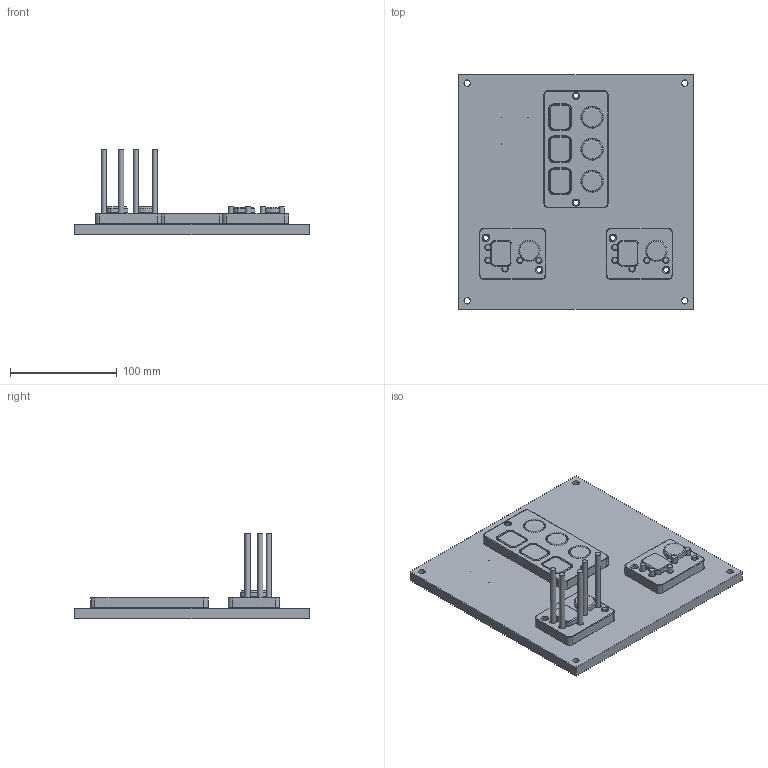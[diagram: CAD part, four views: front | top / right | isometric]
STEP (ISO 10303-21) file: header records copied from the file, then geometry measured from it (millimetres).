
FILE_DESCRIPTION(/* description */ (''),/* implementation_level */ '2;1');
FILE_NAME(/* name */ 'workcell v11.step',/* time_stamp */ '2023-11-24T21:07:48+08:00',/* author */ (''),/* organization */ (''),/* preprocessor_version */ 'ST-DEVELOPER v20',/* originating_system */ 'Autodesk Translation Framework v12.14.0.127',/* authorisation */ '');
FILE_SCHEMA (('AUTOMOTIVE_DESIGN { 1 0 10303 214 3 1 1 }'));
Length unit declared in the file: millimetre
Products named in the file (7): workcell; 大阪版 v2; Infeed Fixture v1; Alignment Fixture v1; Part Tray v1; Block v1; Token v1
Assembly tree (14 placements, depth 2):
  workcell
    大阪版 v2
    Infeed Fixture v1
    Alignment Fixture v1
    Part Tray v1
    Token v1  x5
    Block v1  x5
Bounding box: 220 x 220 x 80 mm (x, y, z)
Volume: 618509.7 mm3; surface area: 159269.9 mm2
Topology: 14 solids, 24 shells, 408 faces, 873 edges, 519 vertices
Faces by surface type: plane 178, cone 133, cylinder 97
Full cylindrical faces by diameter (mm): 0.5 x13, 5 x10, 5.035 x6, 6 x10, 8 x6, 20 x8
Entity records: 8067 total; most frequent: DIRECTION 1478, CARTESIAN_POINT 1291, ORIENTED_EDGE 1222, EDGE_CURVE 611, AXIS2_PLACEMENT_3D 562, VERTEX_POINT 375, EDGE_LOOP 370, LINE 354
